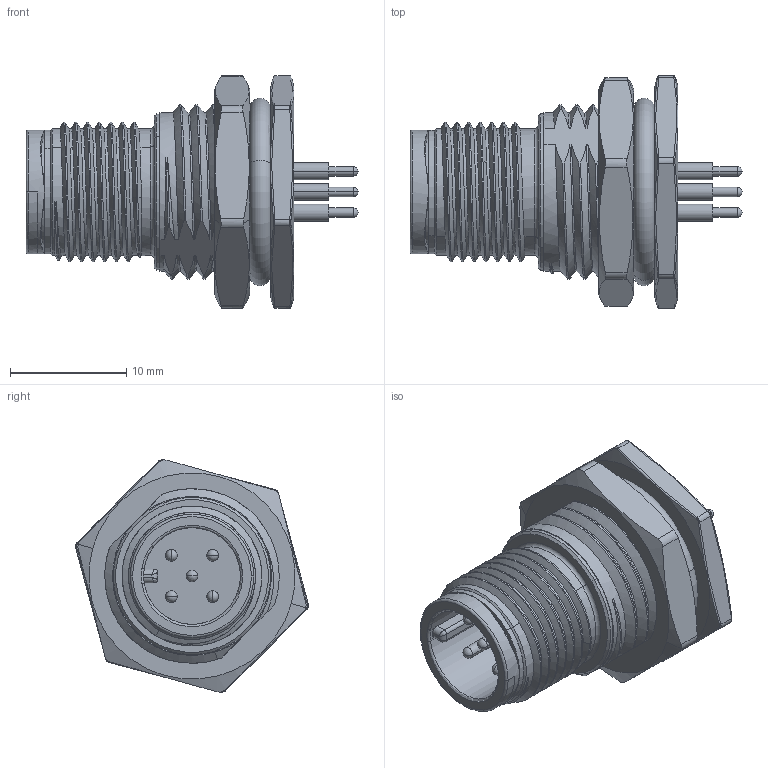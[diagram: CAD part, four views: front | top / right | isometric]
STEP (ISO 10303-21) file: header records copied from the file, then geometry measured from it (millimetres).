
FILE_DESCRIPTION((''),'2;1');
FILE_NAME('M12A-05PMMP-SF8001_SW0001','2016-06-25T',('ks7709'),(''),'PRO/ENGINEER BY PARAMETRIC TECHNOLOGY CORPORATION, 2013050','PRO/ENGINEER BY PARAMETRIC TECHNOLOGY CORPORATION, 2013050','');
FILE_SCHEMA(('CONFIG_CONTROL_DESIGN'));
Length unit declared in the file: millimetre
Products named in the file (1): M12A-05PMMP-SF8001_SW0001
Bounding box: 28.5 x 19.98 x 19.94 mm (x, y, z)
Volume: 3128.7 mm3; surface area: 2901.5 mm2
Topology: 1 solids, 6 shells, 585 faces, 1441 edges, 901 vertices
Faces by surface type: plane 173, cylinder 137, bspline 89, extrusion 80, cone 64, torus 22, sphere 20
Entity records: 32908 total; most frequent: CARTESIAN_POINT 15751, ORIENTED_EDGE 2842, DIRECTION 2227, EDGE_CURVE 1421, VERTEX_POINT 901, AXIS2_PLACEMENT_3D 755, VECTOR 717, PRESENTATION_STYLE_ASSIGNMENT 658
